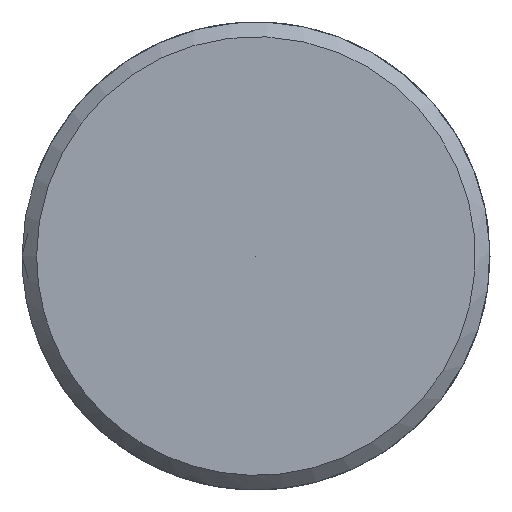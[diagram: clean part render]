
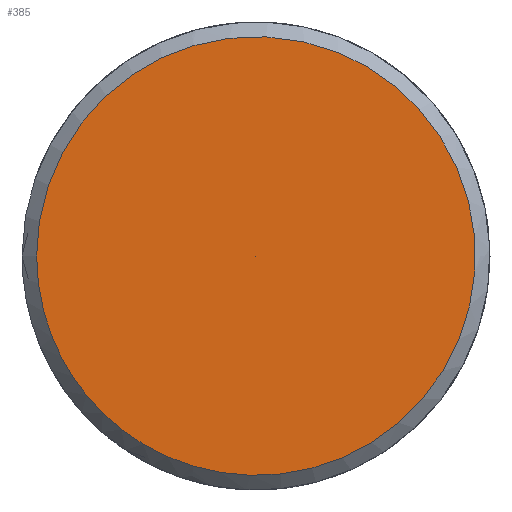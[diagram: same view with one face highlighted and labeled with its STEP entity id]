
A CAD part, left-side view. The second image highlights one B-rep face of the part: STEP entity #385.
In plain terms, the highlighted free-form (B-spline) face has degree [5, 1] with [6, 2] control points.
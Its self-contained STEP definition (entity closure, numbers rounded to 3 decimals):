
#313 = CARTESIAN_POINT ('', (-101., 3.75, 0.));
#314 = VERTEX_POINT ('', #313);
#322 = CARTESIAN_POINT ('', (-101., 3.75, 0.));
#323 = CARTESIAN_POINT ('', (-101., 3.75, 15.));
#324 = CARTESIAN_POINT ('', (-101., -11.25, 7.5));
#325 = CARTESIAN_POINT ('', (-101., -11.25, -7.5));
#326 = CARTESIAN_POINT ('', (-101., 3.75, -15.));
#327 = CARTESIAN_POINT ('', (-101., 3.75, 0.));
#328 = (
   BOUNDED_CURVE ()
   B_SPLINE_CURVE (5, (#322, #323, #324, #325, #326, #327), .UNSPECIFIED., .T., .U.)
   B_SPLINE_CURVE_WITH_KNOTS ((6, 6), (0., 1.), .UNSPECIFIED.)
   CURVE ()
   GEOMETRIC_REPRESENTATION_ITEM ()
   RATIONAL_B_SPLINE_CURVE ((5., 1., 1., 1., 1., 5.))
   REPRESENTATION_ITEM ('')
);
#329 = EDGE_CURVE ('', #314, #314, #328, .T.);
#361 = CARTESIAN_POINT ('', (-101., 0., 0.));
#362 = VERTEX_POINT ('', #361);
#363 = CARTESIAN_POINT ('', (-101., 0., 0.));
#364 = CARTESIAN_POINT ('', (-101., 3.75, 0.));
#365 = B_SPLINE_CURVE_WITH_KNOTS ('', 1, (#363, #364), .UNSPECIFIED., .F., .U., (2, 2), (0., 1.), .UNSPECIFIED.);
#366 = EDGE_CURVE ('', #362, #314, #365, .T.);
#367 = ORIENTED_EDGE ('', *, *, #366, .F.);
#368 = ORIENTED_EDGE ('', *, *, #366, .T.);
#369 = ORIENTED_EDGE ('', *, *, #329, .F.);
#370 = EDGE_LOOP ('', (#367, #368, #369));
#371 = FACE_OUTER_BOUND ('', #370, .T.);
#372 = CARTESIAN_POINT ('', (-101., 0., 0.));
#373 = CARTESIAN_POINT ('', (-101., 3.75, 0.));
#374 = CARTESIAN_POINT ('', (-101., 0., 0.));
#375 = CARTESIAN_POINT ('', (-101., 3.75, 15.));
#376 = CARTESIAN_POINT ('', (-101., 0., 0.));
#377 = CARTESIAN_POINT ('', (-101., -11.25, 7.5));
#378 = CARTESIAN_POINT ('', (-101., 0., 0.));
#379 = CARTESIAN_POINT ('', (-101., -11.25, -7.5));
#380 = CARTESIAN_POINT ('', (-101., 0., 0.));
#381 = CARTESIAN_POINT ('', (-101., 3.75, -15.));
#382 = CARTESIAN_POINT ('', (-101., 0., 0.));
#383 = CARTESIAN_POINT ('', (-101., 3.75, 0.));
#384 = (
   BOUNDED_SURFACE ()
   B_SPLINE_SURFACE (5, 1, ((#372, #373), (#374, #375), (#376, #377), (#378, #379), (#380, #381), (#382, #383)), .UNSPECIFIED., .T., .F., .U.)
   B_SPLINE_SURFACE_WITH_KNOTS ((6, 6), (2, 2), (0., 1.), (0., 1.), .UNSPECIFIED.)
   SURFACE ()
   GEOMETRIC_REPRESENTATION_ITEM ()
   RATIONAL_B_SPLINE_SURFACE (((5., 5.), (1., 1.), (1., 1.), (1., 1.), (1., 1.), (5., 5.)))
   REPRESENTATION_ITEM ('')
);
#385 = ADVANCED_FACE ('', (#371), #384, .T.);
